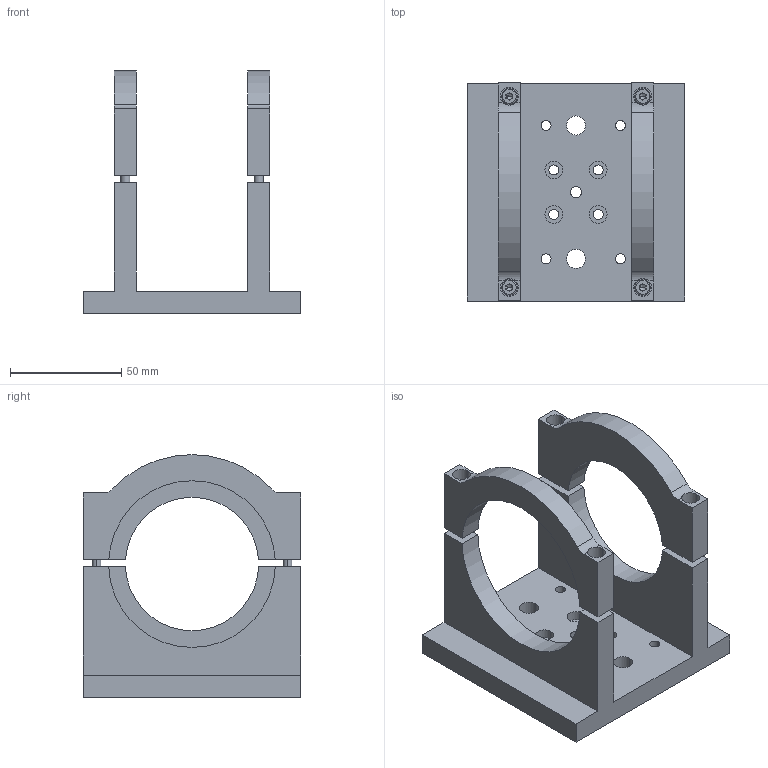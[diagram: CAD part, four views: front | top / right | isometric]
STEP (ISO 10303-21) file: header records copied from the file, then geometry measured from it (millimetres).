
FILE_DESCRIPTION (( 'STEP AP203' ), '1' );
FILE_NAME ('S5SET0020_04.STEP', '2019-09-06T06:53:30', ( '' ), ( '' ), 'SwSTEP 2.0', 'SolidWorks 2017', '' );
FILE_SCHEMA (( 'CONFIG_CONTROL_DESIGN' ));
Length unit declared in the file: millimetre
Products named in the file (1): S5SET0020_04
Bounding box: 98 x 98 x 109.25 mm (x, y, z)
Volume: 191493.7 mm3; surface area: 59869.7 mm2
Topology: 1 solids, 13 shells, 380 faces, 880 edges, 530 vertices
Faces by surface type: plane 172, cylinder 128, cone 48, torus 32
Entity records: 10731 total; most frequent: DIRECTION 2000, CARTESIAN_POINT 1819, ORIENTED_EDGE 1696, EDGE_CURVE 848, AXIS2_PLACEMENT_3D 775, VERTEX_POINT 530, VECTOR 450, EDGE_LOOP 450
